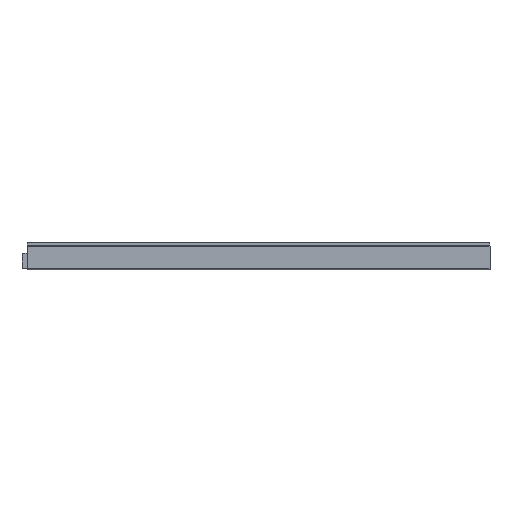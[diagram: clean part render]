
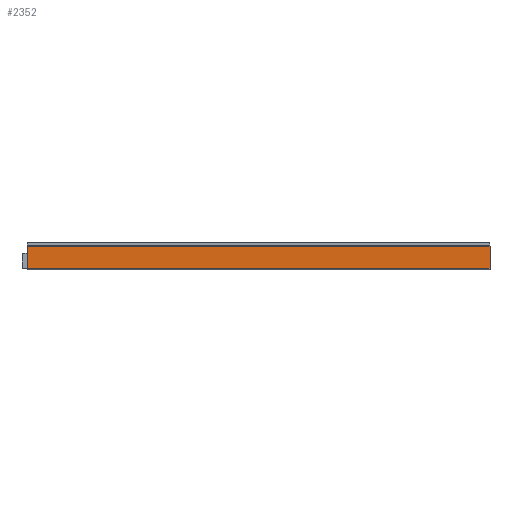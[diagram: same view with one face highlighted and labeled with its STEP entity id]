
A CAD part, top view. The second image highlights one B-rep face of the part: STEP entity #2352.
In plain terms, the highlighted planar face has unit normal (0, 0, 1).
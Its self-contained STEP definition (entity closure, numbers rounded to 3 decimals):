
#336 = CARTESIAN_POINT ( 'NONE',  ( 261.2, 0., 0. ) ) ;
#344 = CARTESIAN_POINT ( 'NONE',  ( -2., 0.7, 0. ) ) ;
#453 = VECTOR ( 'NONE', #952, 1000. ) ;
#540 = PLANE ( 'NONE',  #1671 ) ;
#542 = VERTEX_POINT ( 'NONE', #771 ) ;
#771 = CARTESIAN_POINT ( 'NONE',  ( -2., 13.4, 0. ) ) ;
#952 = DIRECTION ( 'NONE',  ( -1., 0., 0. ) ) ;
#994 = CARTESIAN_POINT ( 'NONE',  ( -2., 0., 0. ) ) ;
#1002 = ORIENTED_EDGE ( 'NONE', *, *, #2356, .T. ) ;
#1197 = CARTESIAN_POINT ( 'NONE',  ( 261.2, 0.7, 0. ) ) ;
#1218 = ORIENTED_EDGE ( 'NONE', *, *, #2606, .T. ) ;
#1245 = VECTOR ( 'NONE', #2572, 1000. ) ;
#1261 = EDGE_LOOP ( 'NONE', ( #1293, #1504, #1218, #1002 ) ) ;
#1274 = DIRECTION ( 'NONE',  ( 1., 0., 0. ) ) ;
#1293 = ORIENTED_EDGE ( 'NONE', *, *, #2012, .T. ) ;
#1320 = EDGE_CURVE ( 'NONE', #2274, #2837, #1681, .T. ) ;
#1337 = VERTEX_POINT ( 'NONE', #344 ) ;
#1441 = CARTESIAN_POINT ( 'NONE',  ( 0., 0., 0. ) ) ;
#1477 = LINE ( 'NONE', #994, #2286 ) ;
#1479 = VECTOR ( 'NONE', #1274, 1000. ) ;
#1504 = ORIENTED_EDGE ( 'NONE', *, *, #1320, .T. ) ;
#1652 = DIRECTION ( 'NONE',  ( 0., -1., 0. ) ) ;
#1671 = AXIS2_PLACEMENT_3D ( 'NONE', #1441, #2108, #2339 ) ;
#1681 = LINE ( 'NONE', #336, #1245 ) ;
#1835 = CARTESIAN_POINT ( 'NONE',  ( -2., 13.4, 0. ) ) ;
#1943 = CARTESIAN_POINT ( 'NONE',  ( -2., 0.7, 0. ) ) ;
#2012 = EDGE_CURVE ( 'NONE', #1337, #2274, #2829, .T. ) ;
#2108 = DIRECTION ( 'NONE',  ( 0., 0., -1. ) ) ;
#2216 = FACE_OUTER_BOUND ( 'NONE', #1261, .T. ) ;
#2274 = VERTEX_POINT ( 'NONE', #1197 ) ;
#2286 = VECTOR ( 'NONE', #1652, 1000. ) ;
#2339 = DIRECTION ( 'NONE',  ( -1., 0., 0. ) ) ;
#2352 = ADVANCED_FACE ( 'NONE', ( #2216 ), #540, .F. ) ;
#2356 = EDGE_CURVE ( 'NONE', #542, #1337, #1477, .T. ) ;
#2572 = DIRECTION ( 'NONE',  ( 0., 1., 0. ) ) ;
#2606 = EDGE_CURVE ( 'NONE', #2837, #542, #2712, .T. ) ;
#2712 = LINE ( 'NONE', #1835, #453 ) ;
#2829 = LINE ( 'NONE', #1943, #1479 ) ;
#2837 = VERTEX_POINT ( 'NONE', #2849 ) ;
#2849 = CARTESIAN_POINT ( 'NONE',  ( 261.2, 13.4, 0. ) ) ;
